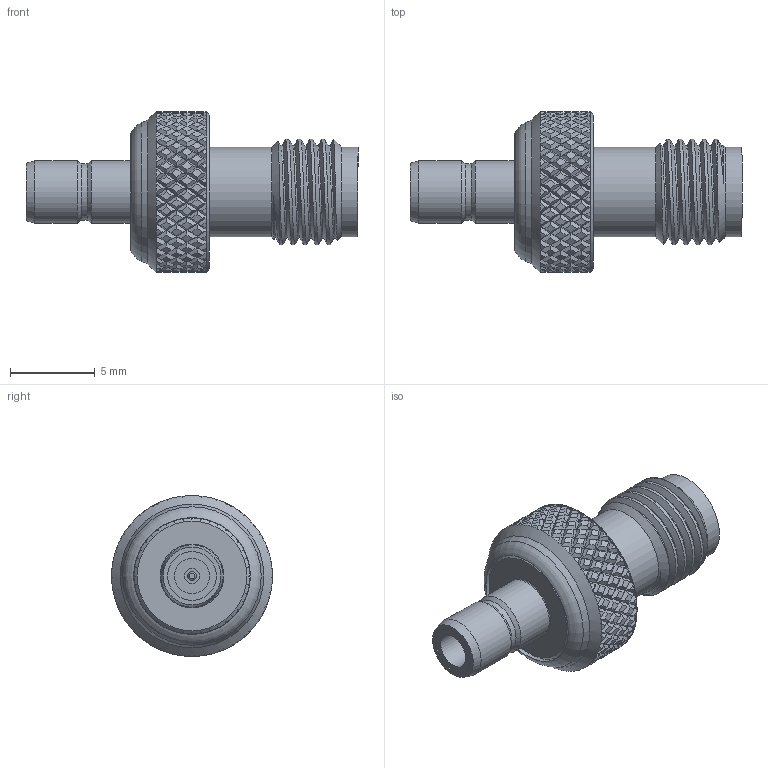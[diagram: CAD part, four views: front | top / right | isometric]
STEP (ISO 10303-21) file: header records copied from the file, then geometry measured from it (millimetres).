
FILE_DESCRIPTION(/* description */ ('Unknown'),/* implementation_level */ '2;1');
FILE_NAME(/* name */ '64403116111000',/* time_stamp */ '2024-03-07T14:18:24+01:00',/* author */ ('Unknown'),/* organization */ ('Unknown'),/* preprocessor_version */ 'ST-DEVELOPER v18.102',/* originating_system */ 'Solid Edge',/* authorisation */ 'Unknown');
FILE_SCHEMA (('AUTOMOTIVE_DESIGN {1 0 10303 214 3 1 1}'));
Products named in the file (1): 64403116111000
Bounding box: 19.63 x 9.5 x 9.5 mm (x, y, z)
Volume: 529.6 mm3; surface area: 676 mm2
Topology: 1 solids, 1 shells, 1110 faces, 2601 edges, 1464 vertices
Faces by surface type: bspline 662, cylinder 222, plane 167, cone 57, torus 2
Full cylindrical faces by diameter (mm): 0.51 x1, 0.9 x1, 0.92 x1, 1.27 x1, 2.08 x1, 2.88 x1, 3.324 x1, 3.68 x2, 4.03 x1, 4.7 x1, 5.32 x2, 6.87 x1, 9.5 x1
Entity records: 42616 total; most frequent: CARTESIAN_POINT 17152, ORIENTED_EDGE 5126, EDGE_CURVE 2563, DIRECTION 1894, VERTEX_POINT 1454, EDGE_LOOP 1189, FACE_BOUND 1189, STYLED_ITEM 1110
